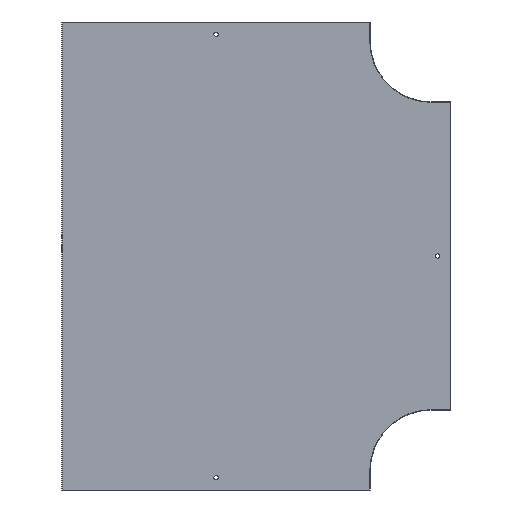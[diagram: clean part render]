
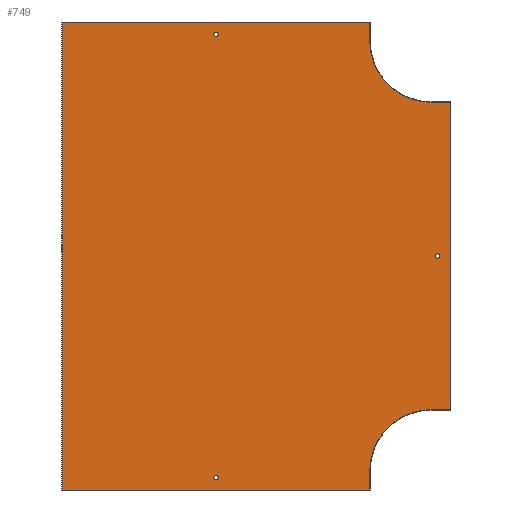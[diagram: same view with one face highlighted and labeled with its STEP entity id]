
A CAD part, front view. The second image highlights one B-rep face of the part: STEP entity #749.
In plain terms, the highlighted planar face has unit normal (0, -1, 0).
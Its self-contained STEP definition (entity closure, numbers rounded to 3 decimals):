
#5 = ORIENTED_EDGE ( 'NONE', *, *, #809, .F. ) ;
#9 = ORIENTED_EDGE ( 'NONE', *, *, #813, .F. ) ;
#18 = AXIS2_PLACEMENT_3D ( 'NONE', #256, #248, #258 ) ;
#25 = AXIS2_PLACEMENT_3D ( 'NONE', #534, #535, #536 ) ;
#27 = AXIS2_PLACEMENT_3D ( 'NONE', #530, #531, #532 ) ;
#30 = AXIS2_PLACEMENT_3D ( 'NONE', #547, #548, #549 ) ;
#31 = AXIS2_PLACEMENT_3D ( 'NONE', #554, #555, #556 ) ;
#32 = AXIS2_PLACEMENT_3D ( 'NONE', #565, #566, #567 ) ;
#109 = VERTEX_POINT ( 'NONE', #148 ) ;
#110 = VERTEX_POINT ( 'NONE', #151 ) ;
#111 = VERTEX_POINT ( 'NONE', #150 ) ;
#116 = VERTEX_POINT ( 'NONE', #154 ) ;
#117 = VERTEX_POINT ( 'NONE', #155 ) ;
#119 = VERTEX_POINT ( 'NONE', #157 ) ;
#127 = ORIENTED_EDGE ( 'NONE', *, *, #812, .F. ) ;
#129 = ORIENTED_EDGE ( 'NONE', *, *, #808, .T. ) ;
#134 = ORIENTED_EDGE ( 'NONE', *, *, #810, .F. ) ;
#148 = CARTESIAN_POINT ( 'NONE',  ( -250.2, 0., 0. ) ) ;
#150 = CARTESIAN_POINT ( 'NONE',  ( 350., 0., -631.2 ) ) ;
#151 = CARTESIAN_POINT ( 'NONE',  ( 381., 0., -130.8 ) ) ;
#154 = CARTESIAN_POINT ( 'NONE',  ( 350., 0., -130.8 ) ) ;
#155 = CARTESIAN_POINT ( 'NONE',  ( 250.2, 0., -731. ) ) ;
#157 = CARTESIAN_POINT ( 'NONE',  ( 250.2, 0., -31. ) ) ;
#163 = CARTESIAN_POINT ( 'NONE',  ( 381., 0., -631.2 ) ) ;
#166 = CARTESIAN_POINT ( 'NONE',  ( 250.2, 0., -762. ) ) ;
#172 = CARTESIAN_POINT ( 'NONE',  ( 250.2, 0., 0. ) ) ;
#177 = CARTESIAN_POINT ( 'NONE',  ( -250.2, 0., -762. ) ) ;
#248 = DIRECTION ( 'NONE',  ( 0., 1., 0. ) ) ;
#256 = CARTESIAN_POINT ( 'NONE',  ( 0., 0., 0. ) ) ;
#257 = PLANE ( 'NONE',  #18 ) ;
#258 = DIRECTION ( 'NONE',  ( 0., 0., 1. ) ) ;
#321 = CARTESIAN_POINT ( 'NONE',  ( 0., 0., -745.5 ) ) ;
#322 = CARTESIAN_POINT ( 'NONE',  ( 361., 0., -377.5 ) ) ;
#324 = CARTESIAN_POINT ( 'NONE',  ( 0., 0., -16.5 ) ) ;
#352 = FACE_OUTER_BOUND ( 'NONE', #858, .T. ) ;
#377 = VERTEX_POINT ( 'NONE', #163 ) ;
#383 = VERTEX_POINT ( 'NONE', #166 ) ;
#386 = FACE_BOUND ( 'NONE', #650, .T. ) ;
#402 = LINE ( 'NONE', #551, #414 ) ;
#403 = CIRCLE ( 'NONE', #27, 3.5 ) ;
#405 = CIRCLE ( 'NONE', #25, 3.5 ) ;
#410 = CIRCLE ( 'NONE', #30, 3.5 ) ;
#412 = LINE ( 'NONE', #546, #419 ) ;
#413 = LINE ( 'NONE', #537, #415 ) ;
#414 = VECTOR ( 'NONE', #533, 1000. ) ;
#415 = VECTOR ( 'NONE', #550, 1000. ) ;
#416 = CIRCLE ( 'NONE', #31, 99.8 ) ;
#417 = LINE ( 'NONE', #557, #421 ) ;
#418 = LINE ( 'NONE', #553, #423 ) ;
#419 = VECTOR ( 'NONE', #545, 1000. ) ;
#420 = LINE ( 'NONE', #552, #425 ) ;
#421 = VECTOR ( 'NONE', #559, 1000. ) ;
#422 = CIRCLE ( 'NONE', #32, 99.8 ) ;
#423 = VECTOR ( 'NONE', #560, 1000. ) ;
#424 = LINE ( 'NONE', #564, #428 ) ;
#425 = VECTOR ( 'NONE', #561, 1000. ) ;
#426 = LINE ( 'NONE', #563, #430 ) ;
#428 = VECTOR ( 'NONE', #562, 1000. ) ;
#430 = VECTOR ( 'NONE', #568, 1000. ) ;
#496 = VERTEX_POINT ( 'NONE', #321 ) ;
#503 = VERTEX_POINT ( 'NONE', #322 ) ;
#504 = VERTEX_POINT ( 'NONE', #324 ) ;
#530 = CARTESIAN_POINT ( 'NONE',  ( 0., 0., -742. ) ) ;
#531 = DIRECTION ( 'NONE',  ( 0., 1., 0. ) ) ;
#532 = DIRECTION ( 'NONE',  ( 0., 0., -1. ) ) ;
#533 = DIRECTION ( 'NONE',  ( 1., 0., 0. ) ) ;
#534 = CARTESIAN_POINT ( 'NONE',  ( 0., 0., -20. ) ) ;
#535 = DIRECTION ( 'NONE',  ( 0., 1., 0. ) ) ;
#536 = DIRECTION ( 'NONE',  ( 0., 0., 1. ) ) ;
#537 = CARTESIAN_POINT ( 'NONE',  ( 250.2, 0., 0. ) ) ;
#545 = DIRECTION ( 'NONE',  ( 1., 0., 0. ) ) ;
#546 = CARTESIAN_POINT ( 'NONE',  ( 0., 0., -762. ) ) ;
#547 = CARTESIAN_POINT ( 'NONE',  ( 361., 0., -381. ) ) ;
#548 = DIRECTION ( 'NONE',  ( 0., 1., 0. ) ) ;
#549 = DIRECTION ( 'NONE',  ( 0., 0., 1. ) ) ;
#550 = DIRECTION ( 'NONE',  ( 0., 0., 1. ) ) ;
#551 = CARTESIAN_POINT ( 'NONE',  ( 0., 0., -631.2 ) ) ;
#552 = CARTESIAN_POINT ( 'NONE',  ( -250.2, 0., 0. ) ) ;
#553 = CARTESIAN_POINT ( 'NONE',  ( 250.2, 0., 0. ) ) ;
#554 = CARTESIAN_POINT ( 'NONE',  ( 350., 0., -731. ) ) ;
#555 = DIRECTION ( 'NONE',  ( 0., 1., 0. ) ) ;
#556 = DIRECTION ( 'NONE',  ( 0., 0., 1. ) ) ;
#557 = CARTESIAN_POINT ( 'NONE',  ( 0., 0., 0. ) ) ;
#559 = DIRECTION ( 'NONE',  ( 1., 0., 0. ) ) ;
#560 = DIRECTION ( 'NONE',  ( 0., 0., -1. ) ) ;
#561 = DIRECTION ( 'NONE',  ( 0., 0., 1. ) ) ;
#562 = DIRECTION ( 'NONE',  ( 1., 0., 0. ) ) ;
#563 = CARTESIAN_POINT ( 'NONE',  ( 381., 0., 0. ) ) ;
#564 = CARTESIAN_POINT ( 'NONE',  ( 0., 0., -130.8 ) ) ;
#565 = CARTESIAN_POINT ( 'NONE',  ( 350., 0., -31. ) ) ;
#566 = DIRECTION ( 'NONE',  ( 0., -1., 0. ) ) ;
#567 = DIRECTION ( 'NONE',  ( 0., 0., 1. ) ) ;
#568 = DIRECTION ( 'NONE',  ( 0., 0., 1. ) ) ;
#640 = VERTEX_POINT ( 'NONE', #172 ) ;
#645 = VERTEX_POINT ( 'NONE', #177 ) ;
#650 = EDGE_LOOP ( 'NONE', ( #801 ) ) ;
#652 = EDGE_LOOP ( 'NONE', ( #802 ) ) ;
#749 = ADVANCED_FACE ( 'NONE', ( #865, #352, #386, #859 ), #257, .F. ) ;
#781 = EDGE_CURVE ( 'NONE', #496, #496, #403, .T. ) ;
#783 = EDGE_CURVE ( 'NONE', #504, #504, #405, .T. ) ;
#789 = EDGE_CURVE ( 'NONE', #503, #503, #410, .T. ) ;
#790 = EDGE_CURVE ( 'NONE', #383, #117, #413, .T. ) ;
#791 = EDGE_CURVE ( 'NONE', #111, #377, #402, .T. ) ;
#792 = EDGE_CURVE ( 'NONE', #117, #111, #416, .T. ) ;
#798 = ORIENTED_EDGE ( 'NONE', *, *, #790, .T. ) ;
#799 = ORIENTED_EDGE ( 'NONE', *, *, #792, .T. ) ;
#800 = ORIENTED_EDGE ( 'NONE', *, *, #791, .T. ) ;
#801 = ORIENTED_EDGE ( 'NONE', *, *, #783, .T. ) ;
#802 = ORIENTED_EDGE ( 'NONE', *, *, #781, .T. ) ;
#804 = ORIENTED_EDGE ( 'NONE', *, *, #814, .T. ) ;
#806 = ORIENTED_EDGE ( 'NONE', *, *, #811, .F. ) ;
#808 = EDGE_CURVE ( 'NONE', #645, #383, #412, .T. ) ;
#809 = EDGE_CURVE ( 'NONE', #109, #640, #417, .T. ) ;
#810 = EDGE_CURVE ( 'NONE', #640, #119, #418, .T. ) ;
#811 = EDGE_CURVE ( 'NONE', #645, #109, #420, .T. ) ;
#812 = EDGE_CURVE ( 'NONE', #119, #116, #422, .T. ) ;
#813 = EDGE_CURVE ( 'NONE', #116, #110, #424, .T. ) ;
#814 = EDGE_CURVE ( 'NONE', #377, #110, #426, .T. ) ;
#857 = ORIENTED_EDGE ( 'NONE', *, *, #789, .T. ) ;
#858 = EDGE_LOOP ( 'NONE', ( #799, #800, #804, #9, #127, #134, #5, #806, #129, #798 ) ) ;
#859 = FACE_BOUND ( 'NONE', #652, .T. ) ;
#861 = EDGE_LOOP ( 'NONE', ( #857 ) ) ;
#865 = FACE_BOUND ( 'NONE', #861, .T. ) ;
